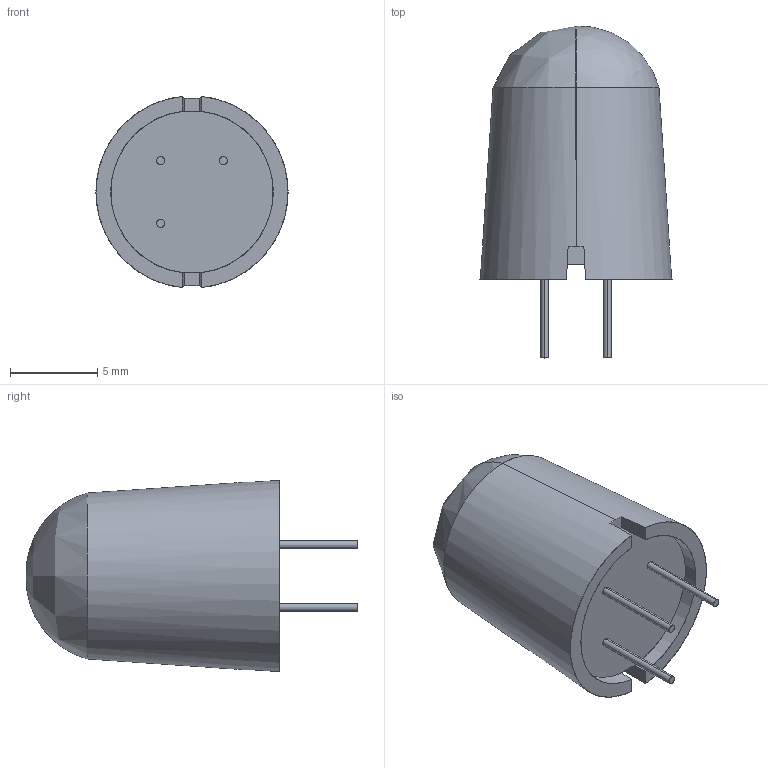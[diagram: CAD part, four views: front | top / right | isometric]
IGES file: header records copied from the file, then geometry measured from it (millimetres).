
Global section: preprocessor: SolidWorks 2007; organization: PanasonicElectricWorks; date: MM; units: millimetre
Bounding box: 11 x 19 x 10.95 mm (x, y, z)
Surface area: 610.5 mm2 (no closed solid volume)
Topology: 0 solids, 0 shells, 26 faces, 300 edges, 298 vertices
Faces by surface type: bspline 16, revolution 10
